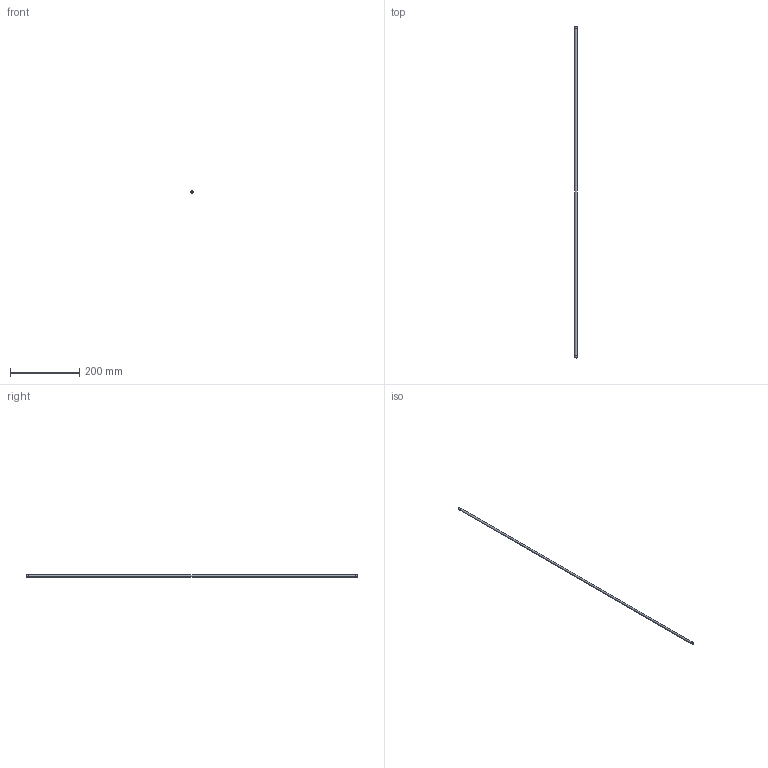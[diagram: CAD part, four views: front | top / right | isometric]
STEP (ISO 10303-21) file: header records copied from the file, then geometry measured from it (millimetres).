
FILE_DESCRIPTION((''),'2;1');
FILE_NAME('3d_31ASTA960MM6.stp','2012-10-03T09:31:17',(''),(''),'Mechanical Desktop 2011','Mechanical Desktop 2011',', , ');
FILE_SCHEMA(('CONFIG_CONTROL_DESIGN'));
Length unit declared in the file: millimetre
Products named in the file (1): Product
Bounding box: 6 x 960 x 6 mm (x, y, z)
Volume: 27097.6 mm3; surface area: 18223.8 mm2
Topology: 3 solids, 3 shells, 16 faces, 27 edges, 17 vertices
Faces by surface type: cylinder 6, plane 6, cone 4
Entity records: 475 total; most frequent: DIRECTION 78, CARTESIAN_POINT 61, ORIENTED_EDGE 54, AXIS2_PLACEMENT_3D 34, EDGE_CURVE 27, VERTEX_POINT 17, CIRCLE 17, EDGE_LOOP 16
